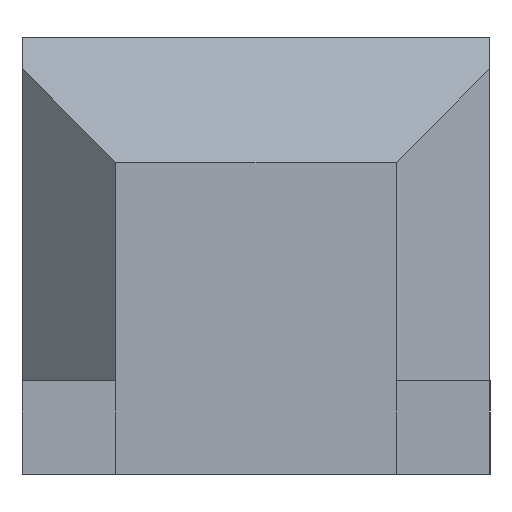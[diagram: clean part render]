
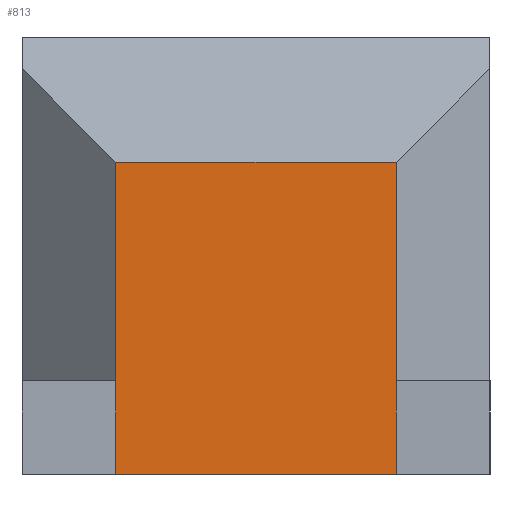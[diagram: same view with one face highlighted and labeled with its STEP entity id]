
A CAD part, left-side view. The second image highlights one B-rep face of the part: STEP entity #813.
In plain terms, the highlighted planar face has unit normal (-1, 0, 0).
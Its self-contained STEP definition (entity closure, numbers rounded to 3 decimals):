
#42 = ORIENTED_EDGE ( 'NONE', *, *, #672, .T. ) ;
#48 = EDGE_CURVE ( 'NONE', #2702, #2768, #2004, .T. ) ;
#447 = CARTESIAN_POINT ( 'NONE',  ( -20.052, 6.949, 0.3 ) ) ;
#496 = EDGE_CURVE ( 'NONE', #1016, #598, #896, .T. ) ;
#598 = VERTEX_POINT ( 'NONE', #1691 ) ;
#647 = EDGE_LOOP ( 'NONE', ( #2653, #3371, #3422, #1000, #3399, #42 ) ) ;
#672 = EDGE_CURVE ( 'NONE', #2768, #1854, #1406, .T. ) ;
#719 = VECTOR ( 'NONE', #2020, 1000. ) ;
#724 = FACE_OUTER_BOUND ( 'NONE', #647, .T. ) ;
#813 = ADVANCED_FACE ( 'NONE', ( #724 ), #1152, .T. ) ;
#835 = EDGE_CURVE ( 'NONE', #598, #2851, #1664, .T. ) ;
#880 = VECTOR ( 'NONE', #1450, 1000. ) ;
#896 = LINE ( 'NONE', #3344, #719 ) ;
#968 = DIRECTION ( 'NONE',  ( 0., 0., 1. ) ) ;
#1000 = ORIENTED_EDGE ( 'NONE', *, *, #3095, .T. ) ;
#1016 = VERTEX_POINT ( 'NONE', #447 ) ;
#1131 = CARTESIAN_POINT ( 'NONE',  ( -20.052, 7.849, 0. ) ) ;
#1152 = PLANE ( 'NONE',  #2589 ) ;
#1161 = CARTESIAN_POINT ( 'NONE',  ( -20.052, 7.399, 0. ) ) ;
#1380 = CARTESIAN_POINT ( 'NONE',  ( -20.052, 6.949, 0. ) ) ;
#1406 = LINE ( 'NONE', #1161, #2118 ) ;
#1408 = VECTOR ( 'NONE', #2117, 1000. ) ;
#1450 = DIRECTION ( 'NONE',  ( 0., 0., -1. ) ) ;
#1520 = CARTESIAN_POINT ( 'NONE',  ( -20.052, 7.849, 0. ) ) ;
#1544 = CARTESIAN_POINT ( 'NONE',  ( -20.052, 6.949, 0. ) ) ;
#1664 = LINE ( 'NONE', #2351, #1408 ) ;
#1691 = CARTESIAN_POINT ( 'NONE',  ( -20.052, 6.949, 1. ) ) ;
#1854 = VERTEX_POINT ( 'NONE', #2916 ) ;
#1986 = DIRECTION ( 'NONE',  ( 0., -1., 0. ) ) ;
#2004 = LINE ( 'NONE', #1131, #3299 ) ;
#2010 = CARTESIAN_POINT ( 'NONE',  ( -20.052, 7.849, 0.3 ) ) ;
#2020 = DIRECTION ( 'NONE',  ( 0., 0., 1. ) ) ;
#2117 = DIRECTION ( 'NONE',  ( 0., 1., 0. ) ) ;
#2118 = VECTOR ( 'NONE', #1986, 1000. ) ;
#2169 = DIRECTION ( 'NONE',  ( 0., 0., 1. ) ) ;
#2244 = CARTESIAN_POINT ( 'NONE',  ( -20.052, 7.849, 0. ) ) ;
#2351 = CARTESIAN_POINT ( 'NONE',  ( -20.052, 6.949, 1. ) ) ;
#2589 = AXIS2_PLACEMENT_3D ( 'NONE', #1544, #3135, #968 ) ;
#2653 = ORIENTED_EDGE ( 'NONE', *, *, #3222, .T. ) ;
#2702 = VERTEX_POINT ( 'NONE', #2010 ) ;
#2733 = LINE ( 'NONE', #1380, #3345 ) ;
#2768 = VERTEX_POINT ( 'NONE', #1520 ) ;
#2851 = VERTEX_POINT ( 'NONE', #3023 ) ;
#2916 = CARTESIAN_POINT ( 'NONE',  ( -20.052, 6.949, 0. ) ) ;
#3023 = CARTESIAN_POINT ( 'NONE',  ( -20.052, 7.849, 1. ) ) ;
#3025 = LINE ( 'NONE', #2244, #880 ) ;
#3095 = EDGE_CURVE ( 'NONE', #2851, #2702, #3025, .T. ) ;
#3135 = DIRECTION ( 'NONE',  ( -1., 0., 0. ) ) ;
#3222 = EDGE_CURVE ( 'NONE', #1854, #1016, #2733, .T. ) ;
#3292 = DIRECTION ( 'NONE',  ( 0., 0., -1. ) ) ;
#3299 = VECTOR ( 'NONE', #3292, 1000. ) ;
#3344 = CARTESIAN_POINT ( 'NONE',  ( -20.052, 6.949, 0. ) ) ;
#3345 = VECTOR ( 'NONE', #2169, 1000. ) ;
#3371 = ORIENTED_EDGE ( 'NONE', *, *, #496, .T. ) ;
#3399 = ORIENTED_EDGE ( 'NONE', *, *, #48, .T. ) ;
#3422 = ORIENTED_EDGE ( 'NONE', *, *, #835, .T. ) ;
